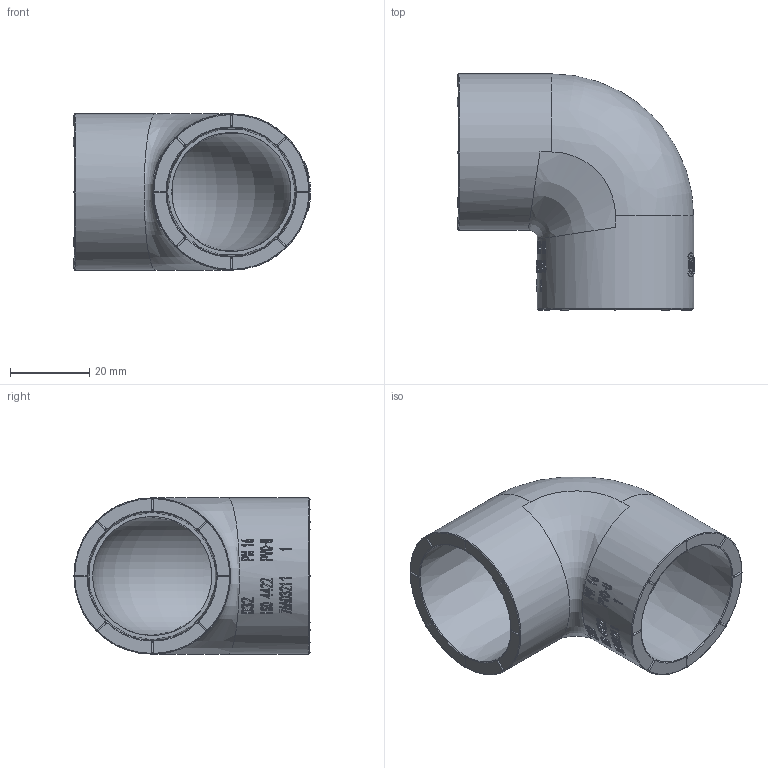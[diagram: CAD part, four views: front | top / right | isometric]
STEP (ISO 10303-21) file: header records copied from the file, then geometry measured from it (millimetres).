
FILE_DESCRIPTION(/* description */ (''),/* implementation_level */ '2;1');
FILE_NAME(/* name */ '32弯头90°.stp',/* time_stamp */ '2024-11-11T09:12:33+08:00',/* author */ (''),/* organization */ (''),/* preprocessor_version */ 'ST-DEVELOPER v16',/* originating_system */ 'SIEMENS PLM Software NX 10.0',/* authorisation */ '');
FILE_SCHEMA (('AUTOMOTIVE_DESIGN { 1 0 10303 214 3 1 1 1 }'));
Length unit declared in the file: millimetre
Products named in the file (1): gelv1644A4DBrgem
Bounding box: 59.7 x 59.45 x 39.4 mm (x, y, z)
Volume: 32488.4 mm3; surface area: 17054.3 mm2
Topology: 1 solids, 1 shells, 366 faces, 975 edges, 624 vertices
Faces by surface type: plane 152, bspline 110, cylinder 63, sphere 32, torus 5, cone 4
Full cylindrical faces by diameter (mm): 39.4 x2
Entity records: 27414 total; most frequent: CARTESIAN_POINT 20244, ORIENTED_EDGE 1836, EDGE_CURVE 918, DIRECTION 824, B_SPLINE_CURVE_WITH_KNOTS 747, VERTEX_POINT 617, EDGE_LOOP 431, AXIS2_PLACEMENT_3D 396
